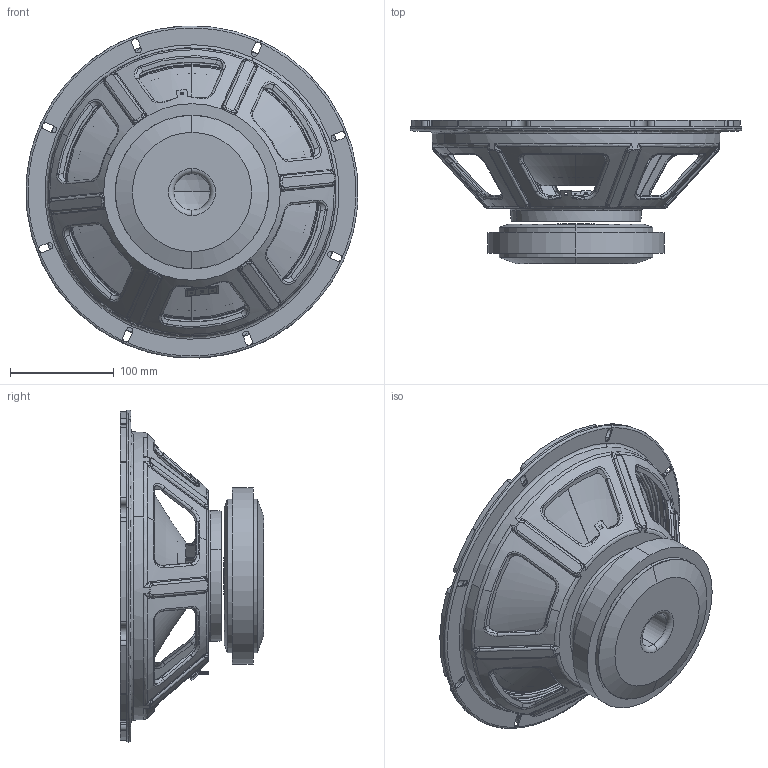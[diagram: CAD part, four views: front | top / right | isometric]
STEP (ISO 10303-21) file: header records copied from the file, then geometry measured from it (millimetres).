
FILE_DESCRIPTION (( 'STEP AP203' ), '1' );
FILE_NAME ('123FPMX8-188 3D drawing 20210108.STEP', '2021-01-08T09:10:32', ( '' ), ( '' ), 'SwSTEP 2.0', 'SolidWorks 2020', '' );
FILE_SCHEMA (( 'CONFIG_CONTROL_DESIGN' ));
Length unit declared in the file: millimetre
Products named in the file (1): 123FPMX8-188 3D drawing 20210108
Bounding box: 319.15 x 137.9 x 319.69 mm (x, y, z)
Surface area: 452812.1 mm2 (no closed solid volume)
Topology: 0 solids, 17 shells, 547 faces, 1617 edges, 1045 vertices
Faces by surface type: bspline 213, cylinder 125, plane 102, cone 65, torus 40, sphere 2
Entity records: 30563 total; most frequent: CARTESIAN_POINT 18212, ORIENTED_EDGE 2764, DIRECTION 2063, EDGE_CURVE 1586, VERTEX_POINT 1045, AXIS2_PLACEMENT_3D 810, EDGE_LOOP 603, ADVANCED_FACE 547
